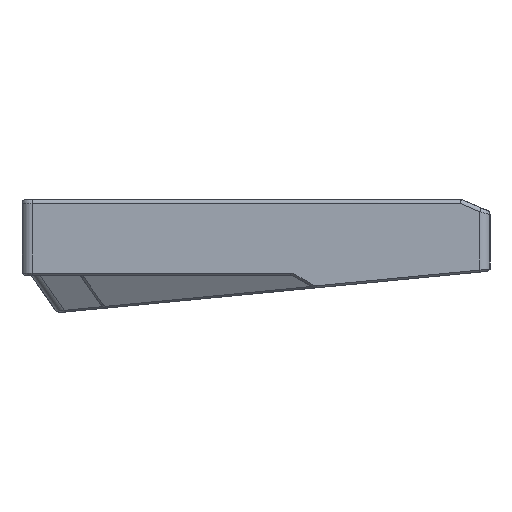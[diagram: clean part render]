
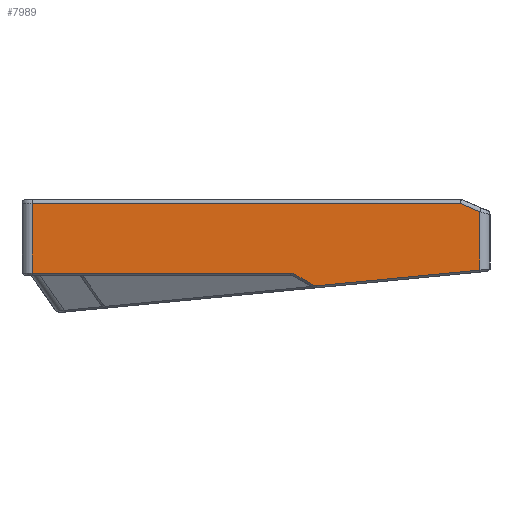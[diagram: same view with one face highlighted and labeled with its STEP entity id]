
A CAD part, left-side view. The second image highlights one B-rep face of the part: STEP entity #7989.
In plain terms, the highlighted planar face has unit normal (-1, 0, 0).
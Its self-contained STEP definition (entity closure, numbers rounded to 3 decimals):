
#124=B_SPLINE_CURVE_WITH_KNOTS('',3,(#11156,#11157,#11158,#11159),
 .UNSPECIFIED.,.F.,.F.,(4,4),(1.552,1.571),
 .UNSPECIFIED.);
#355=PLANE('',#8486);
#688=FACE_OUTER_BOUND('',#1166,.T.);
#1166=EDGE_LOOP('',(#5454,#5455,#5456,#5457,#5458,#5459,#5460,#5461,#5462,
#5463));
#1701=CIRCLE('',#8487,2.1);
#1702=CIRCLE('',#8488,1.1);
#1917=LINE('',#11037,#2655);
#1924=LINE('',#11072,#2662);
#1929=LINE('',#11144,#2667);
#1930=LINE('',#11146,#2668);
#1931=LINE('',#11150,#2669);
#1932=LINE('',#11154,#2670);
#1933=LINE('',#11160,#2671);
#2655=VECTOR('',#9075,10.);
#2662=VECTOR('',#9114,10.);
#2667=VECTOR('',#9139,10.);
#2668=VECTOR('',#9140,10.);
#2669=VECTOR('',#9143,10.);
#2670=VECTOR('',#9146,10.);
#2671=VECTOR('',#9147,10.);
#3393=VERTEX_POINT('',#11035);
#3394=VERTEX_POINT('',#11036);
#3405=VERTEX_POINT('',#11065);
#3413=VERTEX_POINT('',#11143);
#3414=VERTEX_POINT('',#11145);
#3415=VERTEX_POINT('',#11147);
#3416=VERTEX_POINT('',#11149);
#3417=VERTEX_POINT('',#11151);
#3418=VERTEX_POINT('',#11153);
#3419=VERTEX_POINT('',#11155);
#4181=EDGE_CURVE('',#3393,#3394,#1917,.T.);
#4199=EDGE_CURVE('',#3405,#3393,#1924,.T.);
#4211=EDGE_CURVE('',#3413,#3405,#1929,.T.);
#4212=EDGE_CURVE('',#3414,#3413,#1930,.T.);
#4213=EDGE_CURVE('',#3415,#3414,#1701,.T.);
#4214=EDGE_CURVE('',#3416,#3415,#1931,.T.);
#4215=EDGE_CURVE('',#3417,#3416,#1702,.T.);
#4216=EDGE_CURVE('',#3418,#3417,#1932,.T.);
#4217=EDGE_CURVE('',#3419,#3418,#124,.T.);
#4218=EDGE_CURVE('',#3394,#3419,#1933,.T.);
#5454=ORIENTED_EDGE('',*,*,#4181,.F.);
#5455=ORIENTED_EDGE('',*,*,#4199,.F.);
#5456=ORIENTED_EDGE('',*,*,#4211,.F.);
#5457=ORIENTED_EDGE('',*,*,#4212,.F.);
#5458=ORIENTED_EDGE('',*,*,#4213,.F.);
#5459=ORIENTED_EDGE('',*,*,#4214,.F.);
#5460=ORIENTED_EDGE('',*,*,#4215,.F.);
#5461=ORIENTED_EDGE('',*,*,#4216,.F.);
#5462=ORIENTED_EDGE('',*,*,#4217,.F.);
#5463=ORIENTED_EDGE('',*,*,#4218,.F.);
#7989=ADVANCED_FACE('',(#688),#355,.F.);
#8486=AXIS2_PLACEMENT_3D('',#11142,#9137,#9138);
#8487=AXIS2_PLACEMENT_3D('',#11148,#9141,#9142);
#8488=AXIS2_PLACEMENT_3D('',#11152,#9144,#9145);
#9075=DIRECTION('',(0.,-0.919,-0.394));
#9114=DIRECTION('',(0.,-1.,0.));
#9137=DIRECTION('center_axis',(1.,0.,0.));
#9138=DIRECTION('ref_axis',(0.,-1.,0.));
#9139=DIRECTION('',(0.,0.,1.));
#9140=DIRECTION('',(0.,1.,0.));
#9141=DIRECTION('center_axis',(-1.,0.,0.));
#9142=DIRECTION('ref_axis',(0.,-0.259,0.966));
#9143=DIRECTION('',(0.,0.866,0.5));
#9144=DIRECTION('center_axis',(1.,0.,0.));
#9145=DIRECTION('ref_axis',(0.,0.212,-0.977));
#9146=DIRECTION('',(0.,0.995,-0.096));
#9147=DIRECTION('',(0.,0.,-1.));
#11035=CARTESIAN_POINT('',(-4.275,-2.27,6.8));
#11036=CARTESIAN_POINT('',(-4.275,-6.975,4.783));
#11037=CARTESIAN_POINT('',(-4.275,41.452,25.538));
#11065=CARTESIAN_POINT('',(-4.275,102.225,6.8));
#11072=CARTESIAN_POINT('',(-4.275,76.175,6.8));
#11142=CARTESIAN_POINT('Origin',(-4.275,104.725,7.8));
#11143=CARTESIAN_POINT('',(-4.275,102.225,-10.2));
#11144=CARTESIAN_POINT('',(-4.275,102.225,7.8));
#11145=CARTESIAN_POINT('',(-4.275,39.222,-10.2));
#11146=CARTESIAN_POINT('',(-4.275,71.759,-10.2));
#11147=CARTESIAN_POINT('',(-4.275,38.172,-10.481));
#11148=CARTESIAN_POINT('Origin',(-4.275,39.222,-12.3));
#11149=CARTESIAN_POINT('',(-4.275,33.572,-13.137));
#11150=CARTESIAN_POINT('',(-4.275,64.565,4.757));
#11151=CARTESIAN_POINT('',(-4.275,32.916,-13.279));
#11152=CARTESIAN_POINT('Origin',(-4.275,33.022,-12.185));
#11153=CARTESIAN_POINT('',(-4.275,-6.927,-9.443));
#11154=CARTESIAN_POINT('',(-4.275,46.314,-14.57));
#11155=CARTESIAN_POINT('',(-4.275,-6.975,-9.438));
#11156=CARTESIAN_POINT('Ctrl Pts',(-4.275,-6.975,
-9.438));
#11157=CARTESIAN_POINT('Ctrl Pts',(-4.275,-6.959,
-9.44));
#11158=CARTESIAN_POINT('Ctrl Pts',(-4.275,-6.943,
-9.441));
#11159=CARTESIAN_POINT('Ctrl Pts',(-4.275,-6.927,
-9.443));
#11160=CARTESIAN_POINT('',(-4.275,-6.975,7.8));
